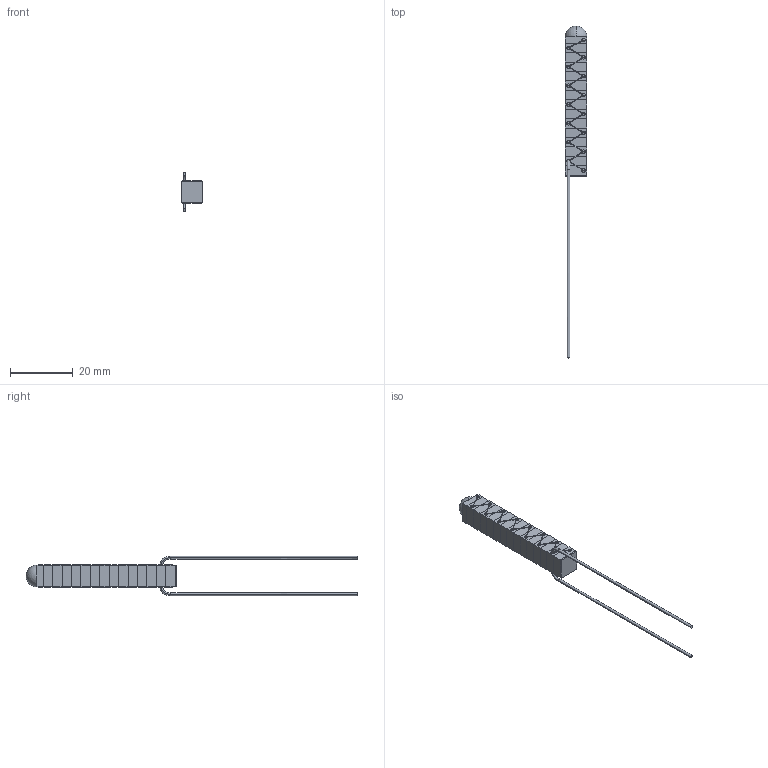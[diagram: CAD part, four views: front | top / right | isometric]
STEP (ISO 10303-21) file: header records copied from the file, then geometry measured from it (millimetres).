
FILE_DESCRIPTION (( 'STEP AP214' ), '1' );
FILE_NAME ('CTN008955.STEP', '2016-07-11T05:26:08', ( '' ), ( '' ), 'SwSTEP 2.0', 'SolidWorks 2016', '' );
FILE_SCHEMA (( 'AUTOMOTIVE_DESIGN' ));
Length unit declared in the file: millimetre
Products named in the file (1): CTN008955
Bounding box: 7 x 105.98 x 12.47 mm (x, y, z)
Volume: 2350.5 mm3; surface area: 3269.9 mm2
Topology: 2 solids, 3 shells, 408 faces, 1280 edges, 846 vertices
Faces by surface type: plane 188, cylinder 90, bspline 64, sphere 62, cone 4
Entity records: 19869 total; most frequent: CARTESIAN_POINT 6691, ORIENTED_EDGE 2548, DIRECTION 1796, EDGE_CURVE 1274, VERTEX_POINT 844, AXIS2_PLACEMENT_3D 637, VECTOR 522, LINE 522
